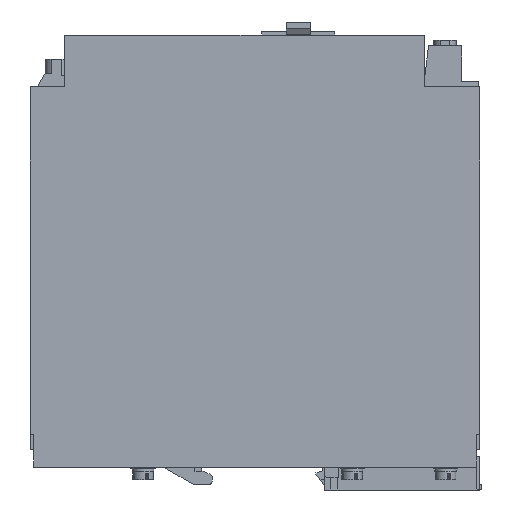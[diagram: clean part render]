
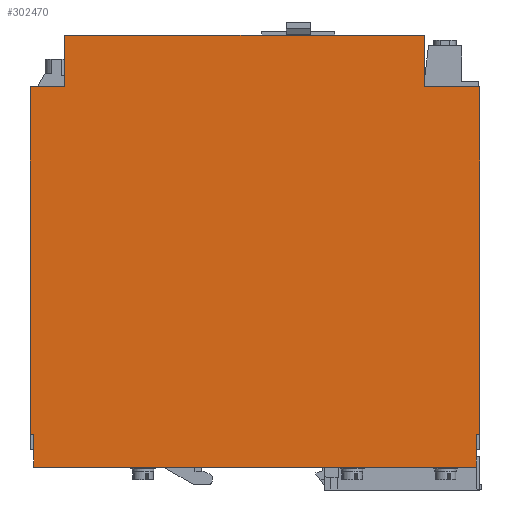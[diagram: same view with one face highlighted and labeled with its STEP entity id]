
A CAD part, left-side view. The second image highlights one B-rep face of the part: STEP entity #302470.
In plain terms, the highlighted face is planar.
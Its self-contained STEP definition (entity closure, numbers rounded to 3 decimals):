
#63280=CARTESIAN_POINT('',(-62.951,68.296,
174.878));
#63290=VERTEX_POINT('',#63280);
#63320=CARTESIAN_POINT('',(-62.951,110.141,
174.878));
#63330=DIRECTION('',(0.,1.,0.));
#63340=VECTOR('',#63330,1.);
#63350=LINE('',#63320,#63340);
#63360=CARTESIAN_POINT('',(-62.951,53.296,
174.878));
#63370=VERTEX_POINT('',#63360);
#63380=EDGE_CURVE('',#63370,#63290,#63350,.T.);
#63760=CARTESIAN_POINT('',(-16.6,53.296,174.878));
#63770=DIRECTION('',(-1.,0.,0.));
#63780=VECTOR('',#63770,1.);
#63790=LINE('',#63760,#63780);
#63800=CARTESIAN_POINT('',(-72.951,53.296,
174.878));
#63810=VERTEX_POINT('',#63800);
#63820=EDGE_CURVE('',#63370,#63810,#63790,.T.);
#110620=CARTESIAN_POINT('',(41.048,68.296,
174.878));
#110630=VERTEX_POINT('',#110620);
#110660=CARTESIAN_POINT('',(-16.6,68.296,174.878));
#110670=DIRECTION('',(-1.,0.,0.));
#110680=VECTOR('',#110670,1.);
#110690=LINE('',#110660,#110680);
#110700=EDGE_CURVE('',#110630,#63290,#110690,.T.);
#114350=CARTESIAN_POINT('',(41.048,53.296,
174.878));
#114360=VERTEX_POINT('',#114350);
#114390=CARTESIAN_POINT('',(41.048,110.249,
174.878));
#114400=DIRECTION('',(0.,1.,0.));
#114410=VECTOR('',#114400,1.);
#114420=LINE('',#114390,#114410);
#114430=EDGE_CURVE('',#114360,#110630,#114420,.T.);
#238550=CARTESIAN_POINT('',(57.048,-47.204,
174.878));
#238560=VERTEX_POINT('',#238550);
#238590=CARTESIAN_POINT('',(57.048,110.141,
174.878));
#238600=DIRECTION('',(0.,-1.,0.));
#238610=VECTOR('',#238600,1.);
#238620=LINE('',#238590,#238610);
#238630=CARTESIAN_POINT('',(57.048,53.296,
174.878));
#238640=VERTEX_POINT('',#238630);
#238650=EDGE_CURVE('',#238640,#238560,#238620,.T.);
#279390=CARTESIAN_POINT('',(-17.7,53.296,
174.878));
#279400=DIRECTION('',(-1.,0.,0.));
#279410=VECTOR('',#279400,1.);
#279420=LINE('',#279390,#279410);
#279430=EDGE_CURVE('',#238640,#114360,#279420,.T.);
#301880=CARTESIAN_POINT('',(56.248,-56.704,
174.878));
#301890=DIRECTION('',(0.,0.,1.));
#301900=DIRECTION('',(0.,-1.,0.));
#301910=AXIS2_PLACEMENT_3D('',#301880,#301890,#301900);
#301920=PLANE('',#301910);
#301930=ORIENTED_EDGE('',*,*,#114430,.T.);
#301940=ORIENTED_EDGE('',*,*,#279430,.T.);
#301950=ORIENTED_EDGE('',*,*,#238650,.F.);
#301960=CARTESIAN_POINT('',(-16.6,-47.204,174.878));
#301970=DIRECTION('',(-1.,0.,0.));
#301980=VECTOR('',#301970,1.);
#301990=LINE('',#301960,#301980);
#302000=CARTESIAN_POINT('',(56.048,-47.204,
174.878));
#302010=VERTEX_POINT('',#302000);
#302020=EDGE_CURVE('',#238560,#302010,#301990,.T.);
#302030=ORIENTED_EDGE('',*,*,#302020,.F.);
#302040=CARTESIAN_POINT('',(56.048,110.141,
174.878));
#302050=DIRECTION('',(0.,-1.,0.));
#302060=VECTOR('',#302050,1.);
#302070=LINE('',#302040,#302060);
#302080=CARTESIAN_POINT('',(56.048,-56.704,
174.878));
#302090=VERTEX_POINT('',#302080);
#302100=EDGE_CURVE('',#302010,#302090,#302070,.T.);
#302110=ORIENTED_EDGE('',*,*,#302100,.F.);
#302120=CARTESIAN_POINT('',(-16.6,-56.704,174.878));
#302130=DIRECTION('',(-1.,0.,0.));
#302140=VECTOR('',#302130,1.);
#302150=LINE('',#302120,#302140);
#302160=CARTESIAN_POINT('',(-71.951,-56.704,
174.878));
#302170=VERTEX_POINT('',#302160);
#302180=EDGE_CURVE('',#302090,#302170,#302150,.T.);
#302190=ORIENTED_EDGE('',*,*,#302180,.F.);
#302200=CARTESIAN_POINT('',(-71.951,110.141,
174.878));
#302210=DIRECTION('',(0.,-1.,0.));
#302220=VECTOR('',#302210,1.);
#302230=LINE('',#302200,#302220);
#302240=CARTESIAN_POINT('',(-71.951,-47.204,
174.878));
#302250=VERTEX_POINT('',#302240);
#302260=EDGE_CURVE('',#302250,#302170,#302230,.T.);
#302270=ORIENTED_EDGE('',*,*,#302260,.T.);
#302280=CARTESIAN_POINT('',(-16.6,-47.204,174.878));
#302290=DIRECTION('',(1.,0.,0.));
#302300=VECTOR('',#302290,1.);
#302310=LINE('',#302280,#302300);
#302320=CARTESIAN_POINT('',(-72.951,-47.204,
174.878));
#302330=VERTEX_POINT('',#302320);
#302340=EDGE_CURVE('',#302330,#302250,#302310,.T.);
#302350=ORIENTED_EDGE('',*,*,#302340,.T.);
#302360=CARTESIAN_POINT('',(-72.951,110.141,
174.878));
#302370=DIRECTION('',(0.,1.,0.));
#302380=VECTOR('',#302370,1.);
#302390=LINE('',#302360,#302380);
#302400=EDGE_CURVE('',#302330,#63810,#302390,.T.);
#302410=ORIENTED_EDGE('',*,*,#302400,.F.);
#302420=ORIENTED_EDGE('',*,*,#63820,.T.);
#302430=ORIENTED_EDGE('',*,*,#63380,.F.);
#302440=ORIENTED_EDGE('',*,*,#110700,.T.);
#302450=EDGE_LOOP('',(#302440,#302430,#302420,#302410,#302350,#302270,
#302190,#302110,#302030,#301950,#301940,#301930));
#302460=FACE_OUTER_BOUND('',#302450,.T.);
#302470=ADVANCED_FACE('',(#302460),#301920,.T.);
